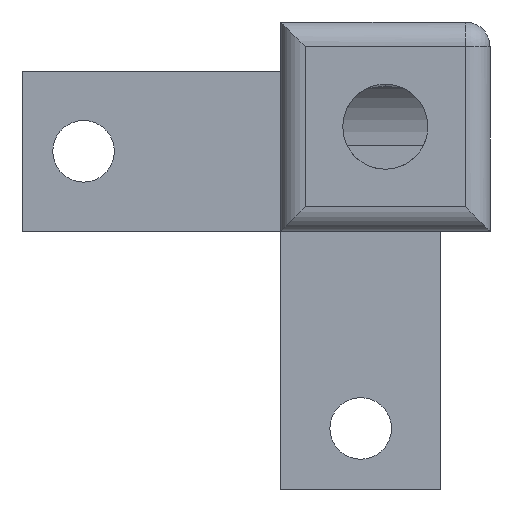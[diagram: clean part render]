
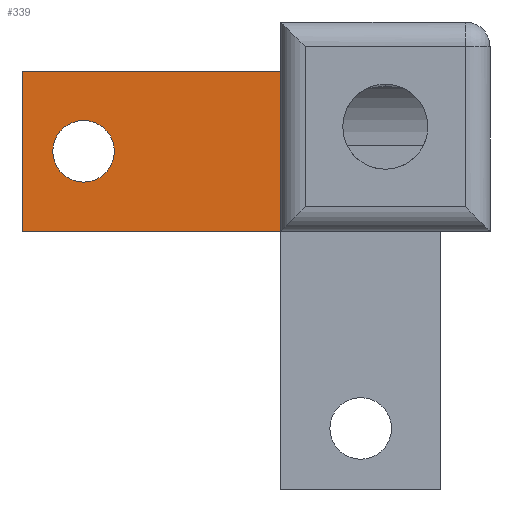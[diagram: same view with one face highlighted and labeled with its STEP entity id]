
A CAD part, left-side view. The second image highlights one B-rep face of the part: STEP entity #339.
In plain terms, the highlighted planar face has unit normal (-1, 0, 0).
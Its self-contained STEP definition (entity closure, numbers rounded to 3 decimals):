
#47 = VECTOR ( 'NONE', #1325, 1000. ) ;
#50 = VECTOR ( 'NONE', #1321, 1000. ) ;
#149 = CIRCLE ( 'NONE', #157, 1.25 ) ;
#157 = AXIS2_PLACEMENT_3D ( 'NONE', #1377, #1376, #1374 ) ;
#200 = AXIS2_PLACEMENT_3D ( 'NONE', #1554, #1358, #1519 ) ;
#254 = VECTOR ( 'NONE', #1317, 1000. ) ;
#258 = VECTOR ( 'NONE', #1312, 1000. ) ;
#262 = CIRCLE ( 'NONE', #268, 1.25 ) ;
#268 = AXIS2_PLACEMENT_3D ( 'NONE', #1308, #1307, #1306 ) ;
#339 = ADVANCED_FACE ( 'NONE', ( #1541, #1570 ), #1529, .T. ) ;
#464 = EDGE_CURVE ( 'NONE', #1037, #1038, #149, .T. ) ;
#475 = EDGE_CURVE ( 'NONE', #1042, #1041, #1347, .T. ) ;
#476 = EDGE_CURVE ( 'NONE', #1042, #624, #1324, .T. ) ;
#477 = EDGE_CURVE ( 'NONE', #624, #1047, #1330, .T. ) ;
#478 = EDGE_CURVE ( 'NONE', #1047, #1041, #1315, .T. ) ;
#479 = EDGE_CURVE ( 'NONE', #1038, #1037, #262, .T. ) ;
#624 = VERTEX_POINT ( 'NONE', #1152 ) ;
#637 = EDGE_LOOP ( 'NONE', ( #1014, #978 ) ) ;
#641 = EDGE_LOOP ( 'NONE', ( #971, #996, #976, #1015 ) ) ;
#971 = ORIENTED_EDGE ( 'NONE', *, *, #475, .F. ) ;
#976 = ORIENTED_EDGE ( 'NONE', *, *, #477, .T. ) ;
#978 = ORIENTED_EDGE ( 'NONE', *, *, #464, .F. ) ;
#996 = ORIENTED_EDGE ( 'NONE', *, *, #476, .T. ) ;
#1014 = ORIENTED_EDGE ( 'NONE', *, *, #479, .F. ) ;
#1015 = ORIENTED_EDGE ( 'NONE', *, *, #478, .T. ) ;
#1037 = VERTEX_POINT ( 'NONE', #1076 ) ;
#1038 = VERTEX_POINT ( 'NONE', #1075 ) ;
#1041 = VERTEX_POINT ( 'NONE', #1071 ) ;
#1042 = VERTEX_POINT ( 'NONE', #1070 ) ;
#1047 = VERTEX_POINT ( 'NONE', #1485 ) ;
#1070 = CARTESIAN_POINT ( 'NONE',  ( -50.75, 4.25, 0. ) ) ;
#1071 = CARTESIAN_POINT ( 'NONE',  ( -50.75, 14.75, 0. ) ) ;
#1075 = CARTESIAN_POINT ( 'NONE',  ( -50.75, 12.25, 4.5 ) ) ;
#1076 = CARTESIAN_POINT ( 'NONE',  ( -50.75, 12.25, 2. ) ) ;
#1152 = CARTESIAN_POINT ( 'NONE',  ( -50.75, 4.25, 6.5 ) ) ;
#1306 = DIRECTION ( 'NONE',  ( 0., 0., 1. ) ) ;
#1307 = DIRECTION ( 'NONE',  ( -1., 0., 0. ) ) ;
#1308 = CARTESIAN_POINT ( 'NONE',  ( -50.75, 12.25, 3.25 ) ) ;
#1312 = DIRECTION ( 'NONE',  ( 0., 0., -1. ) ) ;
#1314 = CARTESIAN_POINT ( 'NONE',  ( -50.75, 14.75, 6.5 ) ) ;
#1315 = LINE ( 'NONE', #1314, #258 ) ;
#1317 = DIRECTION ( 'NONE',  ( 0., 1., 0. ) ) ;
#1318 = CARTESIAN_POINT ( 'NONE',  ( -50.75, 4.25, 6.5 ) ) ;
#1321 = DIRECTION ( 'NONE',  ( 0., 0., 1. ) ) ;
#1322 = CARTESIAN_POINT ( 'NONE',  ( -50.75, 4.25, 0. ) ) ;
#1324 = LINE ( 'NONE', #1322, #50 ) ;
#1325 = DIRECTION ( 'NONE',  ( 0., 1., 0. ) ) ;
#1330 = LINE ( 'NONE', #1318, #254 ) ;
#1347 = LINE ( 'NONE', #1362, #47 ) ;
#1358 = DIRECTION ( 'NONE',  ( -1., 0., 0. ) ) ;
#1362 = CARTESIAN_POINT ( 'NONE',  ( -50.75, 4.25, 0. ) ) ;
#1374 = DIRECTION ( 'NONE',  ( 0., 0., 1. ) ) ;
#1376 = DIRECTION ( 'NONE',  ( -1., 0., 0. ) ) ;
#1377 = CARTESIAN_POINT ( 'NONE',  ( -50.75, 12.25, 3.25 ) ) ;
#1485 = CARTESIAN_POINT ( 'NONE',  ( -50.75, 14.75, 6.5 ) ) ;
#1519 = DIRECTION ( 'NONE',  ( 0., 0., 1. ) ) ;
#1529 = PLANE ( 'NONE',  #200 ) ;
#1541 = FACE_OUTER_BOUND ( 'NONE', #641, .T. ) ;
#1554 = CARTESIAN_POINT ( 'NONE',  ( -50.75, 4.25, 6.5 ) ) ;
#1570 = FACE_BOUND ( 'NONE', #637, .T. ) ;
